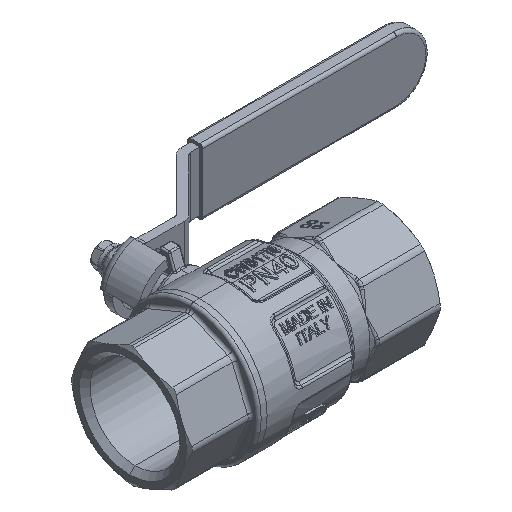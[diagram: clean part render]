
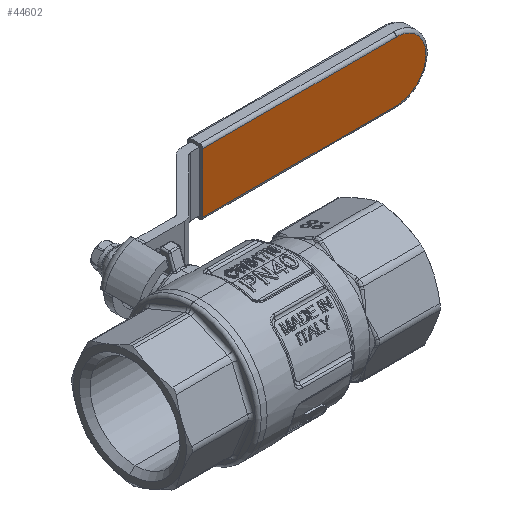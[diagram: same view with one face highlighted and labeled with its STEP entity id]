
A CAD part, isometric view. The second image highlights one B-rep face of the part: STEP entity #44602.
In plain terms, the highlighted planar face has unit normal (0, -1, 0).
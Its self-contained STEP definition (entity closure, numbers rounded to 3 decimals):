
#794 = CARTESIAN_POINT ( 'NONE',  ( 82.995, 55.8, 10. ) ) ;
#1338 = CARTESIAN_POINT ( 'NONE',  ( 37.86, 55.8, -10. ) ) ;
#1745 = CARTESIAN_POINT ( 'NONE',  ( 110.305, 55.8, -6.837 ) ) ;
#1893 = CARTESIAN_POINT ( 'NONE',  ( 112.935, 55.8, 1.309 ) ) ;
#2049 = CARTESIAN_POINT ( 'NONE',  ( 108.011, 55.8, 8.678 ) ) ;
#3448 = CARTESIAN_POINT ( 'NONE',  ( 39.193, 55.8, -10. ) ) ;
#3595 = CARTESIAN_POINT ( 'NONE',  ( 80.846, 55.8, -10. ) ) ;
#4308 = CARTESIAN_POINT ( 'NONE',  ( 37.86, 55.8, 10. ) ) ;
#4392 = EDGE_CURVE ( 'NONE', #19347, #19807, #14467, .T. ) ;
#4488 = CARTESIAN_POINT ( 'NONE',  ( 52.905, 55.8, 10. ) ) ;
#5390 = CARTESIAN_POINT ( 'NONE',  ( 110.943, 55.8, -6.083 ) ) ;
#5561 = CARTESIAN_POINT ( 'NONE',  ( 112.487, 55.8, 3.227 ) ) ;
#5724 = CARTESIAN_POINT ( 'NONE',  ( 106.533, 55.8, 9.361 ) ) ;
#7105 = CARTESIAN_POINT ( 'NONE',  ( 38.527, 55.8, -10. ) ) ;
#7268 = CARTESIAN_POINT ( 'NONE',  ( 88.559, 55.8, -10. ) ) ;
#8834 = B_SPLINE_CURVE_WITH_KNOTS ( 'NONE', 3,
 ( #32458, #7105, #3448, #36122, #14439, #39770, #18082, #43401, #21724, #47029, #25360, #3595, #29013, #7268, #32616, #10940 ),
 .UNSPECIFIED., .F., .F.,
 ( 4, 3, 3, 3, 3, 4 ),
 ( 0., 0.002, 0.01, 0.042, 0.043, 0.065 ),
 .UNSPECIFIED. ) ;
#8902 = CARTESIAN_POINT ( 'NONE',  ( 103.659, 55.8, -9.984 ) ) ;
#9065 = CARTESIAN_POINT ( 'NONE',  ( 111.679, 55.8, -5.008 ) ) ;
#9219 = CARTESIAN_POINT ( 'NONE',  ( 111.681, 55.8, 5.006 ) ) ;
#9360 = CARTESIAN_POINT ( 'NONE',  ( 105.596, 55.8, 9.663 ) ) ;
#9599 = EDGE_LOOP ( 'NONE', ( #31925, #32073, #42457, #38355 ) ) ;
#9693 = VECTOR ( 'NONE', #22640, 1000. ) ;
#10940 = CARTESIAN_POINT ( 'NONE',  ( 103., 55.8, -10. ) ) ;
#12438 = CARTESIAN_POINT ( 'NONE',  ( 103., 55.8, -10. ) ) ;
#12586 = CARTESIAN_POINT ( 'NONE',  ( 104.641, 55.8, -9.87 ) ) ;
#12735 = CARTESIAN_POINT ( 'NONE',  ( 112.493, 55.8, -3.212 ) ) ;
#12898 = CARTESIAN_POINT ( 'NONE',  ( 110.936, 55.8, 6.092 ) ) ;
#13057 = CARTESIAN_POINT ( 'NONE',  ( 104.312, 55.8, 9.935 ) ) ;
#14439 = CARTESIAN_POINT ( 'NONE',  ( 42.527, 55.8, -10. ) ) ;
#14467 = B_SPLINE_CURVE_WITH_KNOTS ( 'NONE', 3,
 ( #22593, #26087, #18955, #794, #26235, #4488, #29868 ),
 .UNSPECIFIED., .F., .F.,
 ( 4, 3, 4 ),
 ( 0., 0.02, 0.065 ),
 .UNSPECIFIED. ) ;
#15997 = DIRECTION ( 'NONE',  ( 0., -1., 0. ) ) ;
#16047 = CARTESIAN_POINT ( 'NONE',  ( 103.33, 55.8, -10. ) ) ;
#16205 = CARTESIAN_POINT ( 'NONE',  ( 106.231, 55.8, -9.486 ) ) ;
#16371 = CARTESIAN_POINT ( 'NONE',  ( 112.871, 55.8, -1.629 ) ) ;
#16528 = CARTESIAN_POINT ( 'NONE',  ( 110.303, 55.8, 6.839 ) ) ;
#16678 = CARTESIAN_POINT ( 'NONE',  ( 103., 55.8, 10. ) ) ;
#18082 = CARTESIAN_POINT ( 'NONE',  ( 47.86, 55.8, -10. ) ) ;
#18955 = CARTESIAN_POINT ( 'NONE',  ( 89.663, 55.8, 10. ) ) ;
#19347 = VERTEX_POINT ( 'NONE', #37492 ) ;
#19362 = LINE ( 'NONE', #33414, #9693 ) ;
#19807 = VERTEX_POINT ( 'NONE', #4308 ) ;
#19869 = CARTESIAN_POINT ( 'NONE',  ( 108.021, 55.8, -8.672 ) ) ;
#19912 = EDGE_CURVE ( 'NONE', #19807, #42192, #19362, .T. ) ;
#20018 = CARTESIAN_POINT ( 'NONE',  ( 112.984, 55.8, -0.653 ) ) ;
#20174 = CARTESIAN_POINT ( 'NONE',  ( 109.601, 55.8, 7.518 ) ) ;
#21724 = CARTESIAN_POINT ( 'NONE',  ( 69.193, 55.8, -10. ) ) ;
#22593 = CARTESIAN_POINT ( 'NONE',  ( 103., 55.8, 10. ) ) ;
#22640 = DIRECTION ( 'NONE',  ( 0., 0., -1. ) ) ;
#23128 = CARTESIAN_POINT ( 'NONE',  ( 37.86, 55.8, 11. ) ) ;
#23482 = CARTESIAN_POINT ( 'NONE',  ( 109.61, 55.8, -7.532 ) ) ;
#23638 = CARTESIAN_POINT ( 'NONE',  ( 113., 55.8, 0.661 ) ) ;
#23799 = CARTESIAN_POINT ( 'NONE',  ( 108.831, 55.8, 8.13 ) ) ;
#25360 = CARTESIAN_POINT ( 'NONE',  ( 80.353, 55.8, -10. ) ) ;
#26087 = CARTESIAN_POINT ( 'NONE',  ( 96.332, 55.8, 10. ) ) ;
#26235 = CARTESIAN_POINT ( 'NONE',  ( 67.95, 55.8, 10. ) ) ;
#26797 = CARTESIAN_POINT ( 'NONE',  ( 103., 55.8, -10. ) ) ;
#27160 = CARTESIAN_POINT ( 'NONE',  ( 110.527, 55.8, -6.591 ) ) ;
#27324 = CARTESIAN_POINT ( 'NONE',  ( 112.68, 55.8, 2.59 ) ) ;
#27473 = CARTESIAN_POINT ( 'NONE',  ( 107.436, 55.8, 8.986 ) ) ;
#28037 = AXIS2_PLACEMENT_3D ( 'NONE', #23128, #15997, #41341 ) ;
#29013 = CARTESIAN_POINT ( 'NONE',  ( 81.339, 55.8, -10. ) ) ;
#29631 = EDGE_CURVE ( 'NONE', #42192, #39139, #8834, .T. ) ;
#29868 = CARTESIAN_POINT ( 'NONE',  ( 37.86, 55.8, 10. ) ) ;
#30790 = CARTESIAN_POINT ( 'NONE',  ( 111.137, 55.8, -5.821 ) ) ;
#30941 = CARTESIAN_POINT ( 'NONE',  ( 111.988, 55.8, 4.432 ) ) ;
#31095 = CARTESIAN_POINT ( 'NONE',  ( 106.225, 55.8, 9.471 ) ) ;
#31925 = ORIENTED_EDGE ( 'NONE', *, *, #19912, .T. ) ;
#32073 = ORIENTED_EDGE ( 'NONE', *, *, #29631, .T. ) ;
#32458 = CARTESIAN_POINT ( 'NONE',  ( 37.86, 55.8, -10. ) ) ;
#32616 = CARTESIAN_POINT ( 'NONE',  ( 95.78, 55.8, -10. ) ) ;
#33414 = CARTESIAN_POINT ( 'NONE',  ( 37.86, 55.8, 11. ) ) ;
#34270 = CARTESIAN_POINT ( 'NONE',  ( 104.314, 55.8, -9.919 ) ) ;
#34425 = CARTESIAN_POINT ( 'NONE',  ( 111.988, 55.8, -4.433 ) ) ;
#34587 = CARTESIAN_POINT ( 'NONE',  ( 111.133, 55.8, 5.826 ) ) ;
#34737 = CARTESIAN_POINT ( 'NONE',  ( 105.275, 55.8, 9.743 ) ) ;
#36122 = CARTESIAN_POINT ( 'NONE',  ( 39.86, 55.8, -10. ) ) ;
#37492 = CARTESIAN_POINT ( 'NONE',  ( 103., 55.8, 10. ) ) ;
#37691 = PLANE ( 'NONE',  #28037 ) ;
#37901 = CARTESIAN_POINT ( 'NONE',  ( 105.608, 55.8, -9.676 ) ) ;
#38066 = CARTESIAN_POINT ( 'NONE',  ( 112.681, 55.8, -2.587 ) ) ;
#38208 = CARTESIAN_POINT ( 'NONE',  ( 110.522, 55.8, 6.598 ) ) ;
#38355 = ORIENTED_EDGE ( 'NONE', *, *, #4392, .T. ) ;
#38363 = CARTESIAN_POINT ( 'NONE',  ( 103.66, 55.8, 10. ) ) ;
#39139 = VERTEX_POINT ( 'NONE', #26797 ) ;
#39770 = CARTESIAN_POINT ( 'NONE',  ( 45.193, 55.8, -10. ) ) ;
#40102 = B_SPLINE_CURVE_WITH_KNOTS ( 'NONE', 3,
 ( #12438, #16047, #8902, #34270, #12586, #37901, #16205, #41546, #19869, #45158, #23482, #1745, #27160, #5390, #30790, #9065, #34425, #12735, #38066, #16371, #41701, #20018, #45328, #23638, #1893, #27324, #5561, #30941, #9219, #34587, #12898, #38208, #16528, #41854, #20174, #45487, #23799, #2049, #27473, #5724, #31095, #9360, #34737, #13057, #38363, #16678 ),
 .UNSPECIFIED., .F., .F.,
 ( 4, 2, 2, 2, 2, 2, 2, 2, 2, 2, 2, 2, 2, 2, 2, 2, 2, 2, 2, 2, 2, 2, 4 ),
 ( 0., 0.001, 0.002, 0.004, 0.006, 0.008, 0.009, 0.01, 0.012, 0.014, 0.015, 0.016, 0.018, 0.02, 0.022, 0.023, 0.024, 0.025, 0.026, 0.028, 0.029, 0.03, 0.032 ),
 .UNSPECIFIED. ) ;
#41341 = DIRECTION ( 'NONE',  ( 1., 0., 0. ) ) ;
#41546 = CARTESIAN_POINT ( 'NONE',  ( 107.435, 55.8, -8.986 ) ) ;
#41701 = CARTESIAN_POINT ( 'NONE',  ( 112.919, 55.8, -1.306 ) ) ;
#41854 = CARTESIAN_POINT ( 'NONE',  ( 109.843, 55.8, 7.3 ) ) ;
#42192 = VERTEX_POINT ( 'NONE', #1338 ) ;
#42457 = ORIENTED_EDGE ( 'NONE', *, *, #44180, .T. ) ;
#43401 = CARTESIAN_POINT ( 'NONE',  ( 58.527, 55.8, -10. ) ) ;
#44031 = FACE_OUTER_BOUND ( 'NONE', #9599, .T. ) ;
#44180 = EDGE_CURVE ( 'NONE', #39139, #19347, #40102, .T. ) ;
#44602 = ADVANCED_FACE ( 'NONE', ( #44031 ), #37691, .T. ) ;
#45158 = CARTESIAN_POINT ( 'NONE',  ( 109.107, 55.8, -7.945 ) ) ;
#45328 = CARTESIAN_POINT ( 'NONE',  ( 113., 55.8, -0.322 ) ) ;
#45487 = CARTESIAN_POINT ( 'NONE',  ( 109.096, 55.8, 7.933 ) ) ;
#47029 = CARTESIAN_POINT ( 'NONE',  ( 79.86, 55.8, -10. ) ) ;
